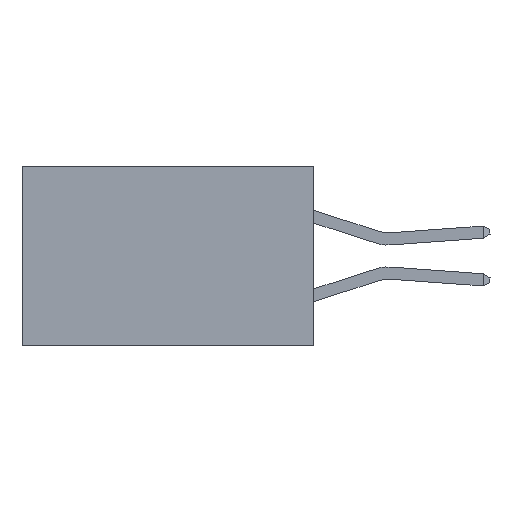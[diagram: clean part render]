
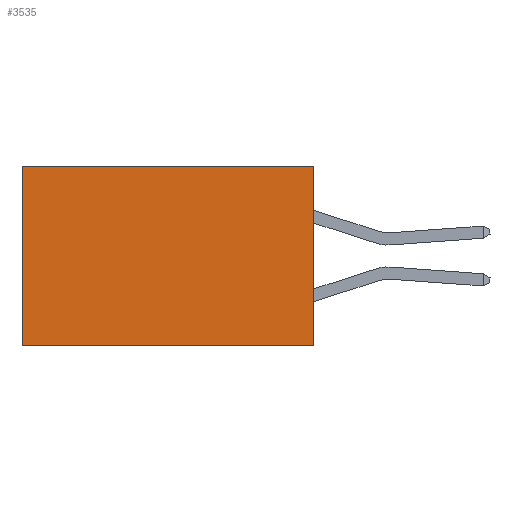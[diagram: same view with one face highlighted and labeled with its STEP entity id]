
A CAD part, left-side view. The second image highlights one B-rep face of the part: STEP entity #3535.
In plain terms, the highlighted planar face has unit normal (-1, 0, 0).
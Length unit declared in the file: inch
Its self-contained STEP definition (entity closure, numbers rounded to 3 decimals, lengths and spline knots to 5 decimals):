
#23 = DIRECTION ( 'NONE',  ( 0., 0., -1. ) ) ;
#428 = VERTEX_POINT ( 'NONE', #7634 ) ;
#917 = LINE ( 'NONE', #10009, #14267 ) ;
#926 = CARTESIAN_POINT ( 'NONE',  ( 0.2875, 0., 0. ) ) ;
#1201 = EDGE_CURVE ( 'NONE', #3250, #428, #14427, .T. ) ;
#1359 = DIRECTION ( 'NONE',  ( 0., 1., 0. ) ) ;
#2605 = ORIENTED_EDGE ( 'NONE', *, *, #22659, .T. ) ;
#3250 = VERTEX_POINT ( 'NONE', #22531 ) ;
#3535 = ADVANCED_FACE ( 'NONE', ( #3996 ), #19697, .F. ) ;
#3996 = FACE_OUTER_BOUND ( 'NONE', #21302, .T. ) ;
#6837 = DIRECTION ( 'NONE',  ( 0., 0., -1. ) ) ;
#7082 = VECTOR ( 'NONE', #23, 39.37008 ) ;
#7388 = EDGE_CURVE ( 'NONE', #11434, #3250, #917, .T. ) ;
#7634 = CARTESIAN_POINT ( 'NONE',  ( 0.2875, 0.6, -0.37 ) ) ;
#8198 = VERTEX_POINT ( 'NONE', #9251 ) ;
#8601 = CARTESIAN_POINT ( 'NONE',  ( 0.2875, 0., 0. ) ) ;
#9251 = CARTESIAN_POINT ( 'NONE',  ( 0.2875, 0.6, 0. ) ) ;
#9782 = ORIENTED_EDGE ( 'NONE', *, *, #22307, .T. ) ;
#10009 = CARTESIAN_POINT ( 'NONE',  ( 0.2875, 0., 0. ) ) ;
#10308 = AXIS2_PLACEMENT_3D ( 'NONE', #17601, #15711, #15667 ) ;
#11052 = LINE ( 'NONE', #926, #18165 ) ;
#11434 = VERTEX_POINT ( 'NONE', #8601 ) ;
#13659 = DIRECTION ( 'NONE',  ( 0., 1., 0. ) ) ;
#14267 = VECTOR ( 'NONE', #6837, 39.37008 ) ;
#14427 = LINE ( 'NONE', #18914, #18500 ) ;
#15667 = DIRECTION ( 'NONE',  ( 0., 0., -1. ) ) ;
#15711 = DIRECTION ( 'NONE',  ( 1., 0., 0. ) ) ;
#17601 = CARTESIAN_POINT ( 'NONE',  ( 0.2875, 0., 0. ) ) ;
#18165 = VECTOR ( 'NONE', #13659, 39.37008 ) ;
#18500 = VECTOR ( 'NONE', #1359, 39.37008 ) ;
#18914 = CARTESIAN_POINT ( 'NONE',  ( 0.2875, 0., -0.37 ) ) ;
#19697 = PLANE ( 'NONE',  #10308 ) ;
#20252 = ORIENTED_EDGE ( 'NONE', *, *, #1201, .F. ) ;
#21302 = EDGE_LOOP ( 'NONE', ( #9782, #20252, #21793, #2605 ) ) ;
#21429 = CARTESIAN_POINT ( 'NONE',  ( 0.2875, 0.6, 0. ) ) ;
#21649 = LINE ( 'NONE', #21429, #7082 ) ;
#21793 = ORIENTED_EDGE ( 'NONE', *, *, #7388, .F. ) ;
#22307 = EDGE_CURVE ( 'NONE', #8198, #428, #21649, .T. ) ;
#22531 = CARTESIAN_POINT ( 'NONE',  ( 0.2875, 0., -0.37 ) ) ;
#22659 = EDGE_CURVE ( 'NONE', #11434, #8198, #11052, .T. ) ;
